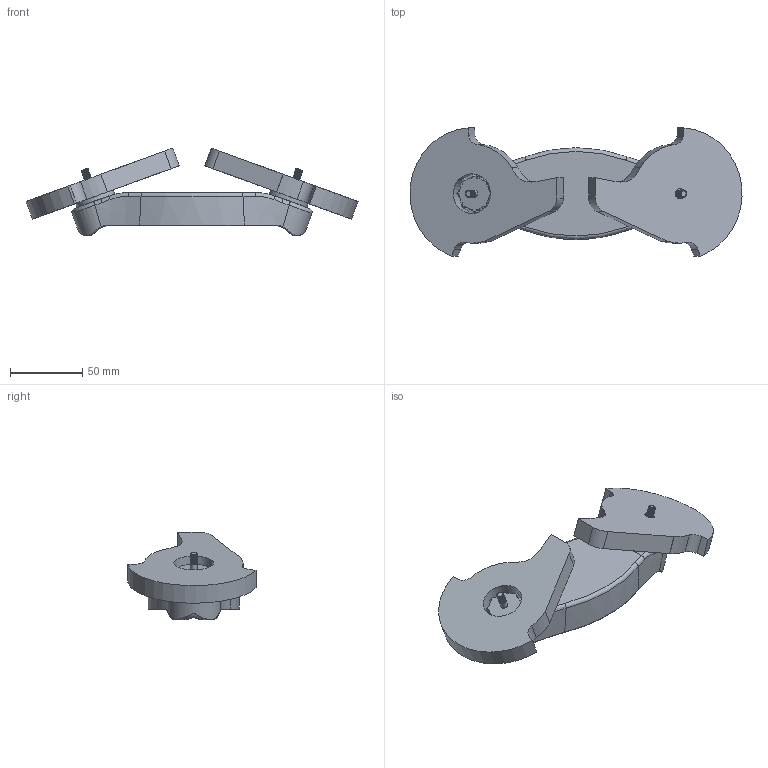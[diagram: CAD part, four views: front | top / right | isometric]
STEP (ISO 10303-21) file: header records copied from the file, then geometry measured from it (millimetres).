
FILE_DESCRIPTION(/* description */ (''),/* implementation_level */ '2;1');
FILE_NAME(/* name */ 'Torque Walker.step',/* time_stamp */ '2025-07-14T02:16:36-07:00',/* author */ (''),/* organization */ (''),/* preprocessor_version */ 'ST-DEVELOPER v20.1',/* originating_system */ 'Autodesk Translation Framework v14.10.0.0',/* authorisation */ '');
FILE_SCHEMA (('AUTOMOTIVE_DESIGN { 1 0 10303 214 3 1 1 }'));
Length unit declared in the file: millimetre
Products named in the file (12): Untitled; Force Knight; Kit Parts; RS2205_v2; Force Knight_1; Kit Parts_1; RS2205_v2_1; Component1; Bottom Plate; Weapon 1; Weapon 2; Body
Assembly tree (12 placements, depth 5):
  Untitled
    Force Knight
      Kit Parts
        RS2205_v2
          Component1
    Force Knight_1
      Kit Parts_1
        RS2205_v2_1
          Component1
    Bottom Plate
    Weapon 1
    Weapon 2
    Body
Bounding box: 229.81 x 88.7 x 60.8 mm (x, y, z)
Volume: 203166.9 mm3; surface area: 86378.5 mm2
Topology: 10 solids, 10 shells, 644 faces, 1907 edges, 1236 vertices
Faces by surface type: cylinder 277, plane 183, bspline 100, cone 70, torus 14
Full cylindrical faces by diameter (mm): 2.5 x12, 2.6 x12, 2.83 x2, 3 x1, 3.4 x12, 3.99 x16, 4.901 x18, 7 x1, 7.746 x2, 8 x2, 9.267 x2, 9.791 x2, 10.171 x2, 10.763 x2, 23.931 x2, 24.848 x2, 25.546 x4, 27.5 x2, 27.6 x6
Entity records: 25289 total; most frequent: CARTESIAN_POINT 13926, ORIENTED_EDGE 2530, DIRECTION 2098, EDGE_CURVE 1265, AXIS2_PLACEMENT_3D 843, VERTEX_POINT 818, EDGE_LOOP 507, CIRCLE 457
